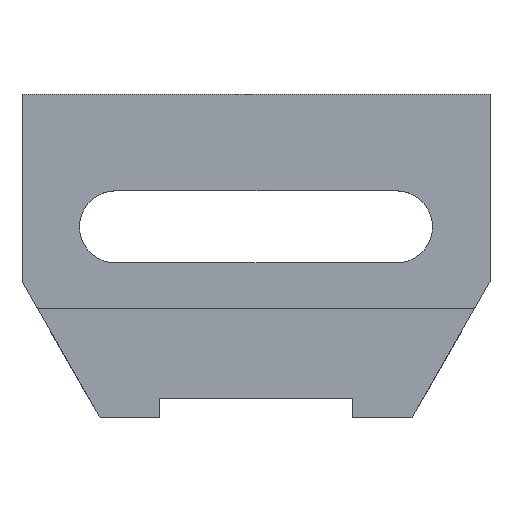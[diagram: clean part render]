
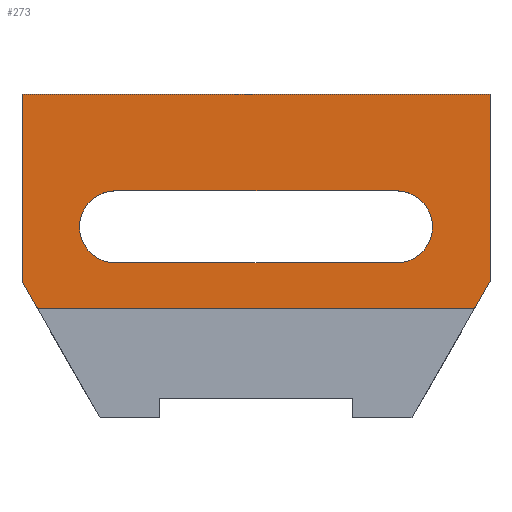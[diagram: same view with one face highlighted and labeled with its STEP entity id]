
A CAD part, top view. The second image highlights one B-rep face of the part: STEP entity #273.
In plain terms, the highlighted planar face has unit normal (0, 0, 1).
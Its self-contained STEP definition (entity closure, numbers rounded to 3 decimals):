
#177=VERTEX_POINT('',#487);
#191=VERTEX_POINT('',#501);
#195=VERTEX_POINT('',#506);
#199=EDGE_CURVE('',#357,#195,#510,.T.);
#219=VERTEX_POINT('',#532);
#225=EDGE_CURVE('',#449,#327,#538,.T.);
#249=EDGE_CURVE('',#219,#191,#562,.T.);
#273=ADVANCED_FACE('',(#589,#590),#591,.T.);
#291=EDGE_CURVE('',#195,#219,#611,.T.);
#319=EDGE_CURVE('',#439,#371,#641,.T.);
#327=VERTEX_POINT('',#649);
#333=EDGE_CURVE('',#431,#439,#655,.T.);
#345=EDGE_CURVE('',#177,#431,#668,.T.);
#357=VERTEX_POINT('',#683);
#361=EDGE_CURVE('',#327,#177,#687,.T.);
#371=VERTEX_POINT('',#698);
#373=EDGE_CURVE('',#191,#357,#700,.T.);
#383=EDGE_CURVE('',#449,#371,#710,.T.);
#431=VERTEX_POINT('',#763);
#439=VERTEX_POINT('',#772);
#449=VERTEX_POINT('',#784);
#487=CARTESIAN_POINT('',(60.0,34.0,20.0));
#501=CARTESIAN_POINT('',(36.0,-9.25,20.0));
#506=CARTESIAN_POINT('',(-36.0,9.25,20.0));
#510=CIRCLE('',#845,9.25);
#532=CARTESIAN_POINT('',(36.0,9.25,20.0));
#538=LINE('',#887,#888);
#562=CIRCLE('',#927,9.25);
#589=FACE_BOUND('',#964,.T.);
#590=FACE_OUTER_BOUND('',#965,.T.);
#591=PLANE('',#966);
#611=LINE('',#988,#989);
#641=LINE('',#1037,#1038);
#649=CARTESIAN_POINT('',(60.0,-14.0,20.0));
#655=LINE('',#1061,#1062);
#668=LINE('',#1084,#1085);
#683=CARTESIAN_POINT('',(-36.0,-9.25,20.0));
#687=LINE('',#1107,#1108);
#698=CARTESIAN_POINT('',(-56.0,-21.0,20.0));
#700=LINE('',#1126,#1127);
#710=LINE('',#1142,#1143);
#763=CARTESIAN_POINT('',(-60.0,34.0,20.0));
#772=CARTESIAN_POINT('',(-60.0,-14.0,20.0));
#784=CARTESIAN_POINT('',(56.0,-21.0,20.0));
#845=AXIS2_PLACEMENT_3D('',#1283,#1284,#1285);
#887=CARTESIAN_POINT('',(70.338,4.092,20.0));
#888=VECTOR('',#1327,1.0);
#927=AXIS2_PLACEMENT_3D('',#1335,#1336,#1337);
#964=EDGE_LOOP('',(#1372,#1373,#1374,#1375));
#965=EDGE_LOOP('',(#1376,#1377,#1378,#1379,#1380,#1381));
#966=AXIS2_PLACEMENT_3D('',#1382,#1383,#1384);
#988=CARTESIAN_POINT('',(48.0,9.25,20.0));
#989=VECTOR('',#1403,1.0);
#1037=CARTESIAN_POINT('',(-45.569,-39.254,20.0));
#1038=VECTOR('',#1431,1.0);
#1061=CARTESIAN_POINT('',(-60.0,-21.0,20.0));
#1062=VECTOR('',#1436,1.0);
#1084=CARTESIAN_POINT('',(60.0,34.0,20.0));
#1085=VECTOR('',#1449,1.0);
#1107=CARTESIAN_POINT('',(60.0,-21.0,20.0));
#1108=VECTOR('',#1473,1.0);
#1126=CARTESIAN_POINT('',(12.0,-9.25,20.0));
#1127=VECTOR('',#1484,1.0);
#1142=CARTESIAN_POINT('',(60.0,-21.0,20.0));
#1143=VECTOR('',#1487,1.0);
#1283=CARTESIAN_POINT('',(-36.0,0.,20.0));
#1284=DIRECTION('',(0.0,0.0,-1.0));
#1285=DIRECTION('',(0.0,-1.0,0.0));
#1327=DIRECTION('',(0.496,0.868,0.0));
#1335=CARTESIAN_POINT('',(36.0,0.,20.0));
#1336=DIRECTION('',(0.0,0.0,-1.0));
#1337=DIRECTION('',(0.0,1.0,0.0));
#1372=ORIENTED_EDGE('',*,*,#249,.T.);
#1373=ORIENTED_EDGE('',*,*,#373,.T.);
#1374=ORIENTED_EDGE('',*,*,#199,.T.);
#1375=ORIENTED_EDGE('',*,*,#291,.T.);
#1376=ORIENTED_EDGE('',*,*,#319,.T.);
#1377=ORIENTED_EDGE('',*,*,#383,.F.);
#1378=ORIENTED_EDGE('',*,*,#225,.T.);
#1379=ORIENTED_EDGE('',*,*,#361,.T.);
#1380=ORIENTED_EDGE('',*,*,#345,.T.);
#1381=ORIENTED_EDGE('',*,*,#333,.T.);
#1382=CARTESIAN_POINT('',(60.0,34.0,20.0));
#1383=DIRECTION('',(0.0,0.0,1.0));
#1384=DIRECTION('',(-1.0,0.0,0.0));
#1403=DIRECTION('',(1.0,0.0,0.0));
#1431=DIRECTION('',(0.496,-0.868,0.0));
#1436=DIRECTION('',(0.0,-1.0,0.0));
#1449=DIRECTION('',(-1.0,0.0,0.0));
#1473=DIRECTION('',(0.0,1.0,0.0));
#1484=DIRECTION('',(-1.0,0.0,0.0));
#1487=DIRECTION('',(-1.0,0.0,0.0));
